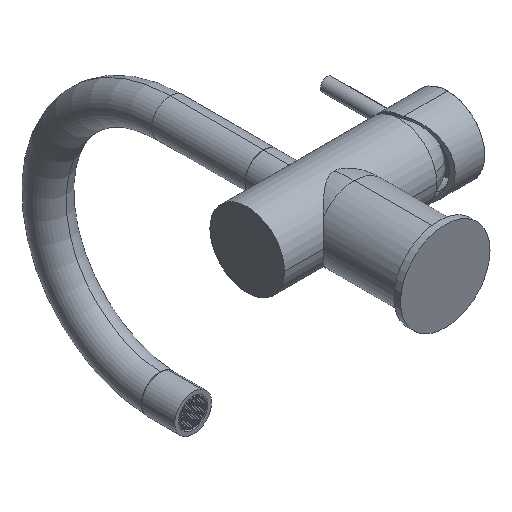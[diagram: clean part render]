
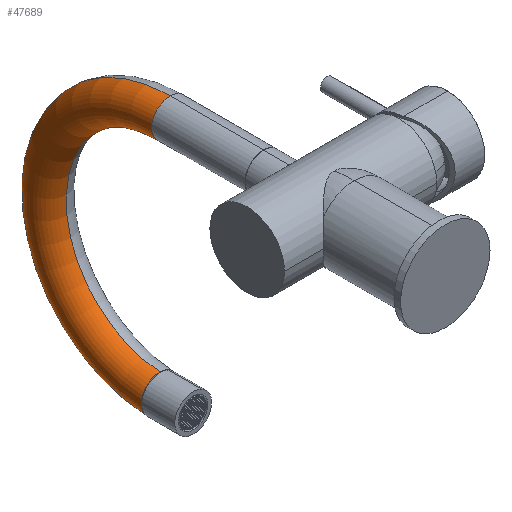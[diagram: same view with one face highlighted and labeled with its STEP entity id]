
A CAD part, isometric view. The second image highlights one B-rep face of the part: STEP entity #47689.
In plain terms, the highlighted toroidal (fillet/blend) face has major radius 72.5 mm and minor radius 11.1 mm.
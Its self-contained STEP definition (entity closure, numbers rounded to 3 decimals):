
#4356 = CARTESIAN_POINT ( 'NONE',  ( -5.944, 165.833, -134.295 ) ) ;
#4590 = CARTESIAN_POINT ( 'NONE',  ( -13.234, 165.833, -141.817 ) ) ;
#4798 = CARTESIAN_POINT ( 'NONE',  ( -12.095, 165.833, -150.59 ) ) ;
#4942 = CARTESIAN_POINT ( 'NONE',  ( -1.281, 162.233, -72.489 ) ) ;
#5009 = CARTESIAN_POINT ( 'NONE',  ( -3.482, 165.833, -155.985 ) ) ;
#5393 = CIRCLE ( 'NONE', #24530, 83.6 ) ;
#5729 = CARTESIAN_POINT ( 'NONE',  ( -2.757, 165.833, -155.998 ) ) ;
#9606 = CARTESIAN_POINT ( 'NONE',  ( -7.309, 165.833, -134.814 ) ) ;
#9799 = CARTESIAN_POINT ( 'NONE',  ( -13.563, 165.833, -143.244 ) ) ;
#10007 = CARTESIAN_POINT ( 'NONE',  ( -11.06, 165.833, -152.073 ) ) ;
#10171 = DIRECTION ( 'NONE',  ( 0.018, 0., 1. ) ) ;
#14733 = VERTEX_POINT ( 'NONE', #55408 ) ;
#14797 = CARTESIAN_POINT ( 'NONE',  ( -9.173, 165.833, -135.931 ) ) ;
#15024 = CARTESIAN_POINT ( 'NONE',  ( -13.665, 165.833, -145.049 ) ) ;
#15249 = CARTESIAN_POINT ( 'NONE',  ( -10.031, 165.833, -153.115 ) ) ;
#15662 = DIRECTION ( 'NONE',  ( -1., 0., 0.018 ) ) ;
#18210 = VERTEX_POINT ( 'NONE', #5729 ) ;
#19794 = CARTESIAN_POINT ( 'NONE',  ( -3.097, 165.833, -133.761 ) ) ;
#20024 = CARTESIAN_POINT ( 'NONE',  ( -10.794, 165.833, -137.399 ) ) ;
#20245 = CARTESIAN_POINT ( 'NONE',  ( -13.596, 165.833, -146.141 ) ) ;
#20469 = CARTESIAN_POINT ( 'NONE',  ( -8.905, 165.833, -154.028 ) ) ;
#21380 = ORIENTED_EDGE ( 'NONE', *, *, #46332, .F. ) ;
#22827 = DIRECTION ( 'NONE',  ( -1., 0., 0.018 ) ) ;
#23742 = DIRECTION ( 'NONE',  ( 0., 1., 0. ) ) ;
#24530 = AXIS2_PLACEMENT_3D ( 'NONE', #53991, #22827, #59196 ) ;
#25048 = CARTESIAN_POINT ( 'NONE',  ( -2.364, 165.833, -133.773 ) ) ;
#25172 = CIRCLE ( 'NONE', #30108, 61.4 ) ;
#25273 = CARTESIAN_POINT ( 'NONE',  ( -11.887, 165.833, -138.85 ) ) ;
#25509 = CARTESIAN_POINT ( 'NONE',  ( -13.355, 165.833, -147.578 ) ) ;
#25744 = CARTESIAN_POINT ( 'NONE',  ( -7.655, 165.833, -154.767 ) ) ;
#28351 = ORIENTED_EDGE ( 'NONE', *, *, #41567, .T. ) ;
#30108 = AXIS2_PLACEMENT_3D ( 'NONE', #4942, #41420, #10171 ) ;
#30207 = AXIS2_PLACEMENT_3D ( 'NONE', #62269, #15662, #52072 ) ;
#30345 = CARTESIAN_POINT ( 'NONE',  ( -3.822, 165.833, -133.82 ) ) ;
#30552 = CARTESIAN_POINT ( 'NONE',  ( -12.435, 165.833, -139.798 ) ) ;
#30777 = CARTESIAN_POINT ( 'NONE',  ( -12.76, 165.833, -149.289 ) ) ;
#30989 = CARTESIAN_POINT ( 'NONE',  ( -6.323, 165.833, -155.368 ) ) ;
#32135 = ORIENTED_EDGE ( 'NONE', *, *, #62372, .T. ) ;
#35547 = CARTESIAN_POINT ( 'NONE',  ( -5.243, 165.833, -134.095 ) ) ;
#35763 = CARTESIAN_POINT ( 'NONE',  ( -13.011, 165.833, -141.126 ) ) ;
#35981 = CARTESIAN_POINT ( 'NONE',  ( -12.276, 165.833, -150.275 ) ) ;
#36202 = CARTESIAN_POINT ( 'NONE',  ( -4.217, 165.833, -155.899 ) ) ;
#38802 = TOROIDAL_SURFACE ( 'NONE', #30207, 72.5, 11.1 ) ;
#40810 = CARTESIAN_POINT ( 'NONE',  ( -6.293, 165.833, -134.413 ) ) ;
#41039 = CARTESIAN_POINT ( 'NONE',  ( -13.33, 165.833, -142.171 ) ) ;
#41262 = CARTESIAN_POINT ( 'NONE',  ( -11.509, 165.833, -151.504 ) ) ;
#41420 = DIRECTION ( 'NONE',  ( -1., 0., 0.018 ) ) ;
#41481 = CARTESIAN_POINT ( 'NONE',  ( -2.757, 165.833, -155.998 ) ) ;
#41567 = EDGE_CURVE ( 'NONE', #14733, #43945, #48544, .T. ) ;
#42788 = B_SPLINE_CURVE_WITH_KNOTS ( 'NONE', 3,
 ( #25048, #19794, #30345, #66625, #35547, #4356, #40810, #9606, #45992, #14797, #51196, #20024, #56420, #25273, #61648, #30552, #66841, #35763, #4590, #41039, #9799, #46222, #15024, #51409, #20245, #56650, #25509, #61847, #30777, #67054, #35981, #4798, #41262, #10007, #46424, #15249, #51634, #20469, #56876, #25744, #62050, #30989, #67292, #36202, #5009, #41481 ),
 .UNSPECIFIED., .F., .F.,
 ( 4, 2, 2, 2, 2, 2, 2, 2, 1, 2, 2, 2, 2, 2, 2, 2, 2, 2, 2, 1, 2, 2, 2, 4 ),
 ( 0.007, 0.01, 0.011, 0.012, 0.014, 0.016, 0.018, 0.019, 0.02, 0.021, 0.023, 0.025, 0.026, 0.027, 0.029, 0.03, 0.031, 0.033, 0.035, 0.036, 0.037, 0.038, 0.04, 0.042 ),
 .UNSPECIFIED. ) ;
#42839 = ORIENTED_EDGE ( 'NONE', *, *, #50194, .F. ) ;
#43703 = FACE_OUTER_BOUND ( 'NONE', #54602, .T. ) ;
#43945 = VERTEX_POINT ( 'NONE', #46264 ) ;
#45992 = CARTESIAN_POINT ( 'NONE',  ( -7.953, 165.833, -135.145 ) ) ;
#46222 = CARTESIAN_POINT ( 'NONE',  ( -13.646, 165.833, -143.963 ) ) ;
#46264 = CARTESIAN_POINT ( 'NONE',  ( 0.196, 162.233, 11.098 ) ) ;
#46332 = EDGE_CURVE ( 'NONE', #14733, #48279, #25172, .T. ) ;
#46424 = CARTESIAN_POINT ( 'NONE',  ( -10.298, 165.833, -152.864 ) ) ;
#47689 = ADVANCED_FACE ( 'NONE', ( #43703 ), #38802, .T. ) ;
#48279 = VERTEX_POINT ( 'NONE', #56437 ) ;
#48544 = CIRCLE ( 'NONE', #52870, 11.1 ) ;
#50194 = EDGE_CURVE ( 'NONE', #48279, #18210, #42788, .T. ) ;
#51196 = CARTESIAN_POINT ( 'NONE',  ( -9.753, 165.833, -136.391 ) ) ;
#51409 = CARTESIAN_POINT ( 'NONE',  ( -13.654, 165.833, -145.412 ) ) ;
#51634 = CARTESIAN_POINT ( 'NONE',  ( -9.479, 165.833, -153.586 ) ) ;
#52072 = DIRECTION ( 'NONE',  ( 0.018, 0., 1. ) ) ;
#52870 = AXIS2_PLACEMENT_3D ( 'NONE', #54927, #23742, #60132 ) ;
#53991 = CARTESIAN_POINT ( 'NONE',  ( -1.281, 162.233, -72.489 ) ) ;
#54602 = EDGE_LOOP ( 'NONE', ( #28351, #32135, #42839, #21380 ) ) ;
#54927 = CARTESIAN_POINT ( 'NONE',  ( 0., 162.233, 0. ) ) ;
#55408 = CARTESIAN_POINT ( 'NONE',  ( -0.196, 162.233, -11.098 ) ) ;
#56420 = CARTESIAN_POINT ( 'NONE',  ( -11.263, 165.833, -137.95 ) ) ;
#56437 = CARTESIAN_POINT ( 'NONE',  ( -2.364, 165.833, -133.773 ) ) ;
#56650 = CARTESIAN_POINT ( 'NONE',  ( -13.548, 165.833, -146.505 ) ) ;
#56876 = CARTESIAN_POINT ( 'NONE',  ( -8.291, 165.833, -154.412 ) ) ;
#59196 = DIRECTION ( 'NONE',  ( 0.018, 0., 1. ) ) ;
#60132 = DIRECTION ( 'NONE',  ( -0.018, 0., -1. ) ) ;
#61648 = CARTESIAN_POINT ( 'NONE',  ( -12.081, 165.833, -139.163 ) ) ;
#61847 = CARTESIAN_POINT ( 'NONE',  ( -13.158, 165.833, -148.274 ) ) ;
#62050 = CARTESIAN_POINT ( 'NONE',  ( -7.325, 165.833, -154.931 ) ) ;
#62269 = CARTESIAN_POINT ( 'NONE',  ( -1.281, 162.233, -72.489 ) ) ;
#62372 = EDGE_CURVE ( 'NONE', #43945, #18210, #5393, .T. ) ;
#66625 = CARTESIAN_POINT ( 'NONE',  ( -4.89, 165.833, -134.013 ) ) ;
#66841 = CARTESIAN_POINT ( 'NONE',  ( -12.756, 165.833, -140.448 ) ) ;
#67054 = CARTESIAN_POINT ( 'NONE',  ( -12.609, 165.833, -149.625 ) ) ;
#67292 = CARTESIAN_POINT ( 'NONE',  ( -5.634, 165.833, -155.59 ) ) ;
